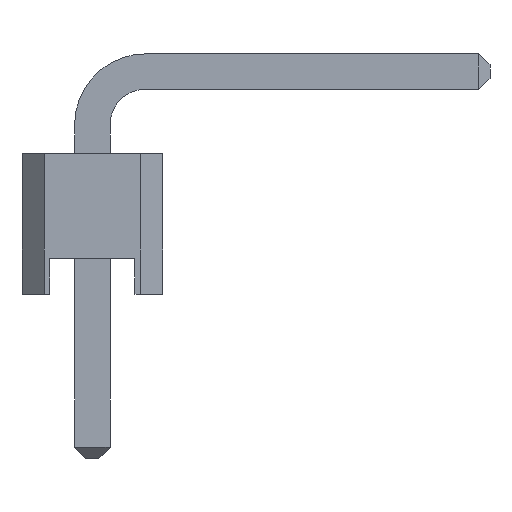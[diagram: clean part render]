
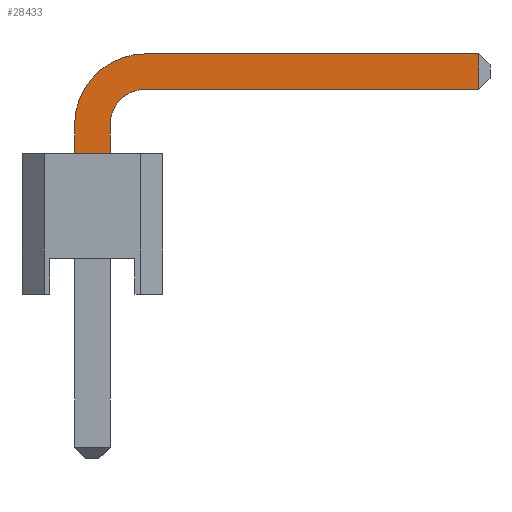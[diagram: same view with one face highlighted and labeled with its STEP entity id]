
A CAD part, front view. The second image highlights one B-rep face of the part: STEP entity #28433.
In plain terms, the highlighted planar face has unit normal (0, -1, 0).
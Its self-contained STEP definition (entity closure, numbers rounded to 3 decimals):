
#27338 = PLANE('',#27339);
#27339 = AXIS2_PLACEMENT_3D('',#27340,#27341,#27342);
#27340 = CARTESIAN_POINT('',(-1.27,1.27,5.5));
#27341 = DIRECTION('',(0.,0.,1.));
#27342 = DIRECTION('',(1.,0.,0.));
#28099 = EDGE_CURVE('',#28100,#28102,#28104,.T.);
#28100 = VERTEX_POINT('',#28101);
#28101 = CARTESIAN_POINT('',(0.32,-0.32,5.5));
#28102 = VERTEX_POINT('',#28103);
#28103 = CARTESIAN_POINT('',(-0.32,-0.32,5.5));
#28104 = SURFACE_CURVE('',#28105,(#28109,#28115),.PCURVE_S1.);
#28105 = LINE('',#28106,#28107);
#28106 = CARTESIAN_POINT('',(-0.795,-0.32,5.5));
#28107 = VECTOR('',#28108,1.);
#28108 = DIRECTION('',(-1.,0.,0.));
#28109 = PCURVE('',#27338,#28110);
#28110 = DEFINITIONAL_REPRESENTATION('',(#28111),#28114);
#28111 = B_SPLINE_CURVE_WITH_KNOTS('',1,(#28112,#28113),.UNSPECIFIED.,
  .F.,.F.,(2,2),(-1.179,-0.411),.PIECEWISE_BEZIER_KNOTS.);
#28112 = CARTESIAN_POINT('',(1.654,-1.59));
#28113 = CARTESIAN_POINT('',(0.886,-1.59));
#28114 = ( GEOMETRIC_REPRESENTATION_CONTEXT(2) 
PARAMETRIC_REPRESENTATION_CONTEXT() REPRESENTATION_CONTEXT('2D SPACE',''
  ) );
#28115 = PCURVE('',#28116,#28121);
#28116 = PLANE('',#28117);
#28117 = AXIS2_PLACEMENT_3D('',#28118,#28119,#28120);
#28118 = CARTESIAN_POINT('',(1.887,-0.32,5.194));
#28119 = DIRECTION('',(0.,1.,0.));
#28120 = DIRECTION('',(0.,0.,1.));
#28121 = DEFINITIONAL_REPRESENTATION('',(#28122),#28126);
#28122 = LINE('',#28123,#28124);
#28123 = CARTESIAN_POINT('',(0.307,-2.682));
#28124 = VECTOR('',#28125,1.);
#28125 = DIRECTION('',(0.,-1.));
#28126 = ( GEOMETRIC_REPRESENTATION_CONTEXT(2) 
PARAMETRIC_REPRESENTATION_CONTEXT() REPRESENTATION_CONTEXT('2D SPACE',''
  ) );
#28143 = PLANE('',#28144);
#28144 = AXIS2_PLACEMENT_3D('',#28145,#28146,#28147);
#28145 = CARTESIAN_POINT('',(-0.32,0.32,0.));
#28146 = DIRECTION('',(-1.,0.,0.));
#28147 = DIRECTION('',(0.,0.,1.));
#28195 = PLANE('',#28196);
#28196 = AXIS2_PLACEMENT_3D('',#28197,#28198,#28199);
#28197 = CARTESIAN_POINT('',(0.32,0.32,6.66));
#28198 = DIRECTION('',(1.,0.,0.));
#28199 = DIRECTION('',(0.,0.,-1.));
#28433 = ADVANCED_FACE('',(#28434),#28116,.F.);
#28434 = FACE_BOUND('',#28435,.F.);
#28435 = EDGE_LOOP('',(#28436,#28437,#28460,#28489,#28517,#28545,#28573,
    #28602));
#28436 = ORIENTED_EDGE('',*,*,#28099,.T.);
#28437 = ORIENTED_EDGE('',*,*,#28438,.T.);
#28438 = EDGE_CURVE('',#28102,#28439,#28441,.T.);
#28439 = VERTEX_POINT('',#28440);
#28440 = CARTESIAN_POINT('',(-0.32,-0.32,6.02));
#28441 = SURFACE_CURVE('',#28442,(#28446,#28453),.PCURVE_S1.);
#28442 = LINE('',#28443,#28444);
#28443 = CARTESIAN_POINT('',(-0.32,-0.32,0.));
#28444 = VECTOR('',#28445,1.);
#28445 = DIRECTION('',(0.,0.,1.));
#28446 = PCURVE('',#28116,#28447);
#28447 = DEFINITIONAL_REPRESENTATION('',(#28448),#28452);
#28448 = LINE('',#28449,#28450);
#28449 = CARTESIAN_POINT('',(-5.194,-2.207));
#28450 = VECTOR('',#28451,1.);
#28451 = DIRECTION('',(1.,-0.));
#28452 = ( GEOMETRIC_REPRESENTATION_CONTEXT(2) 
PARAMETRIC_REPRESENTATION_CONTEXT() REPRESENTATION_CONTEXT('2D SPACE',''
  ) );
#28453 = PCURVE('',#28143,#28454);
#28454 = DEFINITIONAL_REPRESENTATION('',(#28455),#28459);
#28455 = LINE('',#28456,#28457);
#28456 = CARTESIAN_POINT('',(0.,-0.64));
#28457 = VECTOR('',#28458,1.);
#28458 = DIRECTION('',(1.,0.));
#28459 = ( GEOMETRIC_REPRESENTATION_CONTEXT(2) 
PARAMETRIC_REPRESENTATION_CONTEXT() REPRESENTATION_CONTEXT('2D SPACE',''
  ) );
#28460 = ORIENTED_EDGE('',*,*,#28461,.T.);
#28461 = EDGE_CURVE('',#28439,#28462,#28464,.T.);
#28462 = VERTEX_POINT('',#28463);
#28463 = CARTESIAN_POINT('',(0.96,-0.32,7.3));
#28464 = SURFACE_CURVE('',#28465,(#28470,#28477),.PCURVE_S1.);
#28465 = CIRCLE('',#28466,1.28);
#28466 = AXIS2_PLACEMENT_3D('',#28467,#28468,#28469);
#28467 = CARTESIAN_POINT('',(0.96,-0.32,6.02));
#28468 = DIRECTION('',(0.,1.,0.));
#28469 = DIRECTION('',(0.,0.,-1.));
#28470 = PCURVE('',#28116,#28471);
#28471 = DEFINITIONAL_REPRESENTATION('',(#28472),#28476);
#28472 = CIRCLE('',#28473,1.28);
#28473 = AXIS2_PLACEMENT_2D('',#28474,#28475);
#28474 = CARTESIAN_POINT('',(0.827,-0.927));
#28475 = DIRECTION('',(-1.,0.));
#28476 = ( GEOMETRIC_REPRESENTATION_CONTEXT(2) 
PARAMETRIC_REPRESENTATION_CONTEXT() REPRESENTATION_CONTEXT('2D SPACE',''
  ) );
#28477 = PCURVE('',#28478,#28483);
#28478 = CYLINDRICAL_SURFACE('',#28479,1.28);
#28479 = AXIS2_PLACEMENT_3D('',#28480,#28481,#28482);
#28480 = CARTESIAN_POINT('',(0.96,0.32,6.02));
#28481 = DIRECTION('',(0.,-1.,0.));
#28482 = DIRECTION('',(-1.,0.,0.));
#28483 = DEFINITIONAL_REPRESENTATION('',(#28484),#28488);
#28484 = LINE('',#28485,#28486);
#28485 = CARTESIAN_POINT('',(1.571,0.64));
#28486 = VECTOR('',#28487,1.);
#28487 = DIRECTION('',(-1.,0.));
#28488 = ( GEOMETRIC_REPRESENTATION_CONTEXT(2) 
PARAMETRIC_REPRESENTATION_CONTEXT() REPRESENTATION_CONTEXT('2D SPACE',''
  ) );
#28489 = ORIENTED_EDGE('',*,*,#28490,.T.);
#28490 = EDGE_CURVE('',#28462,#28491,#28493,.T.);
#28491 = VERTEX_POINT('',#28492);
#28492 = CARTESIAN_POINT('',(6.98,-0.32,7.3));
#28493 = SURFACE_CURVE('',#28494,(#28498,#28505),.PCURVE_S1.);
#28494 = LINE('',#28495,#28496);
#28495 = CARTESIAN_POINT('',(-0.32,-0.32,7.3));
#28496 = VECTOR('',#28497,1.);
#28497 = DIRECTION('',(1.,0.,0.));
#28498 = PCURVE('',#28116,#28499);
#28499 = DEFINITIONAL_REPRESENTATION('',(#28500),#28504);
#28500 = LINE('',#28501,#28502);
#28501 = CARTESIAN_POINT('',(2.107,-2.207));
#28502 = VECTOR('',#28503,1.);
#28503 = DIRECTION('',(0.,1.));
#28504 = ( GEOMETRIC_REPRESENTATION_CONTEXT(2) 
PARAMETRIC_REPRESENTATION_CONTEXT() REPRESENTATION_CONTEXT('2D SPACE',''
  ) );
#28505 = PCURVE('',#28506,#28511);
#28506 = PLANE('',#28507);
#28507 = AXIS2_PLACEMENT_3D('',#28508,#28509,#28510);
#28508 = CARTESIAN_POINT('',(-0.32,0.32,7.3));
#28509 = DIRECTION('',(0.,0.,1.));
#28510 = DIRECTION('',(1.,0.,0.));
#28511 = DEFINITIONAL_REPRESENTATION('',(#28512),#28516);
#28512 = LINE('',#28513,#28514);
#28513 = CARTESIAN_POINT('',(0.,-0.64));
#28514 = VECTOR('',#28515,1.);
#28515 = DIRECTION('',(1.,0.));
#28516 = ( GEOMETRIC_REPRESENTATION_CONTEXT(2) 
PARAMETRIC_REPRESENTATION_CONTEXT() REPRESENTATION_CONTEXT('2D SPACE',''
  ) );
#28517 = ORIENTED_EDGE('',*,*,#28518,.T.);
#28518 = EDGE_CURVE('',#28491,#28519,#28521,.T.);
#28519 = VERTEX_POINT('',#28520);
#28520 = CARTESIAN_POINT('',(6.98,-0.32,6.66));
#28521 = SURFACE_CURVE('',#28522,(#28526,#28533),.PCURVE_S1.);
#28522 = LINE('',#28523,#28524);
#28523 = CARTESIAN_POINT('',(6.98,-0.32,7.1));
#28524 = VECTOR('',#28525,1.);
#28525 = DIRECTION('',(0.,0.,-1.));
#28526 = PCURVE('',#28116,#28527);
#28527 = DEFINITIONAL_REPRESENTATION('',(#28528),#28532);
#28528 = LINE('',#28529,#28530);
#28529 = CARTESIAN_POINT('',(1.907,5.094));
#28530 = VECTOR('',#28531,1.);
#28531 = DIRECTION('',(-1.,0.));
#28532 = ( GEOMETRIC_REPRESENTATION_CONTEXT(2) 
PARAMETRIC_REPRESENTATION_CONTEXT() REPRESENTATION_CONTEXT('2D SPACE',''
  ) );
#28533 = PCURVE('',#28534,#28539);
#28534 = PLANE('',#28535);
#28535 = AXIS2_PLACEMENT_3D('',#28536,#28537,#28538);
#28536 = CARTESIAN_POINT('',(7.08,-0.22,7.1));
#28537 = DIRECTION('',(-0.707,0.707,0.));
#28538 = DIRECTION('',(0.,0.,-1.));
#28539 = DEFINITIONAL_REPRESENTATION('',(#28540),#28544);
#28540 = LINE('',#28541,#28542);
#28541 = CARTESIAN_POINT('',(0.,0.141));
#28542 = VECTOR('',#28543,1.);
#28543 = DIRECTION('',(1.,0.));
#28544 = ( GEOMETRIC_REPRESENTATION_CONTEXT(2) 
PARAMETRIC_REPRESENTATION_CONTEXT() REPRESENTATION_CONTEXT('2D SPACE',''
  ) );
#28545 = ORIENTED_EDGE('',*,*,#28546,.T.);
#28546 = EDGE_CURVE('',#28519,#28547,#28549,.T.);
#28547 = VERTEX_POINT('',#28548);
#28548 = CARTESIAN_POINT('',(0.96,-0.32,6.66));
#28549 = SURFACE_CURVE('',#28550,(#28554,#28561),.PCURVE_S1.);
#28550 = LINE('',#28551,#28552);
#28551 = CARTESIAN_POINT('',(7.18,-0.32,6.66));
#28552 = VECTOR('',#28553,1.);
#28553 = DIRECTION('',(-1.,0.,0.));
#28554 = PCURVE('',#28116,#28555);
#28555 = DEFINITIONAL_REPRESENTATION('',(#28556),#28560);
#28556 = LINE('',#28557,#28558);
#28557 = CARTESIAN_POINT('',(1.467,5.294));
#28558 = VECTOR('',#28559,1.);
#28559 = DIRECTION('',(0.,-1.));
#28560 = ( GEOMETRIC_REPRESENTATION_CONTEXT(2) 
PARAMETRIC_REPRESENTATION_CONTEXT() REPRESENTATION_CONTEXT('2D SPACE',''
  ) );
#28561 = PCURVE('',#28562,#28567);
#28562 = PLANE('',#28563);
#28563 = AXIS2_PLACEMENT_3D('',#28564,#28565,#28566);
#28564 = CARTESIAN_POINT('',(7.18,0.32,6.66));
#28565 = DIRECTION('',(-0.,0.,-1.));
#28566 = DIRECTION('',(-1.,0.,0.));
#28567 = DEFINITIONAL_REPRESENTATION('',(#28568),#28572);
#28568 = LINE('',#28569,#28570);
#28569 = CARTESIAN_POINT('',(0.,-0.64));
#28570 = VECTOR('',#28571,1.);
#28571 = DIRECTION('',(1.,0.));
#28572 = ( GEOMETRIC_REPRESENTATION_CONTEXT(2) 
PARAMETRIC_REPRESENTATION_CONTEXT() REPRESENTATION_CONTEXT('2D SPACE',''
  ) );
#28573 = ORIENTED_EDGE('',*,*,#28574,.F.);
#28574 = EDGE_CURVE('',#28575,#28547,#28577,.T.);
#28575 = VERTEX_POINT('',#28576);
#28576 = CARTESIAN_POINT('',(0.32,-0.32,6.02));
#28577 = SURFACE_CURVE('',#28578,(#28583,#28590),.PCURVE_S1.);
#28578 = CIRCLE('',#28579,0.64);
#28579 = AXIS2_PLACEMENT_3D('',#28580,#28581,#28582);
#28580 = CARTESIAN_POINT('',(0.96,-0.32,6.02));
#28581 = DIRECTION('',(0.,1.,0.));
#28582 = DIRECTION('',(0.,0.,-1.));
#28583 = PCURVE('',#28116,#28584);
#28584 = DEFINITIONAL_REPRESENTATION('',(#28585),#28589);
#28585 = CIRCLE('',#28586,0.64);
#28586 = AXIS2_PLACEMENT_2D('',#28587,#28588);
#28587 = CARTESIAN_POINT('',(0.827,-0.927));
#28588 = DIRECTION('',(-1.,0.));
#28589 = ( GEOMETRIC_REPRESENTATION_CONTEXT(2) 
PARAMETRIC_REPRESENTATION_CONTEXT() REPRESENTATION_CONTEXT('2D SPACE',''
  ) );
#28590 = PCURVE('',#28591,#28596);
#28591 = CYLINDRICAL_SURFACE('',#28592,0.64);
#28592 = AXIS2_PLACEMENT_3D('',#28593,#28594,#28595);
#28593 = CARTESIAN_POINT('',(0.96,0.32,6.02));
#28594 = DIRECTION('',(0.,-1.,0.));
#28595 = DIRECTION('',(-1.,0.,0.));
#28596 = DEFINITIONAL_REPRESENTATION('',(#28597),#28601);
#28597 = LINE('',#28598,#28599);
#28598 = CARTESIAN_POINT('',(1.571,0.64));
#28599 = VECTOR('',#28600,1.);
#28600 = DIRECTION('',(-1.,0.));
#28601 = ( GEOMETRIC_REPRESENTATION_CONTEXT(2) 
PARAMETRIC_REPRESENTATION_CONTEXT() REPRESENTATION_CONTEXT('2D SPACE',''
  ) );
#28602 = ORIENTED_EDGE('',*,*,#28603,.T.);
#28603 = EDGE_CURVE('',#28575,#28100,#28604,.T.);
#28604 = SURFACE_CURVE('',#28605,(#28609,#28616),.PCURVE_S1.);
#28605 = LINE('',#28606,#28607);
#28606 = CARTESIAN_POINT('',(0.32,-0.32,6.66));
#28607 = VECTOR('',#28608,1.);
#28608 = DIRECTION('',(0.,0.,-1.));
#28609 = PCURVE('',#28116,#28610);
#28610 = DEFINITIONAL_REPRESENTATION('',(#28611),#28615);
#28611 = LINE('',#28612,#28613);
#28612 = CARTESIAN_POINT('',(1.467,-1.567));
#28613 = VECTOR('',#28614,1.);
#28614 = DIRECTION('',(-1.,0.));
#28615 = ( GEOMETRIC_REPRESENTATION_CONTEXT(2) 
PARAMETRIC_REPRESENTATION_CONTEXT() REPRESENTATION_CONTEXT('2D SPACE',''
  ) );
#28616 = PCURVE('',#28195,#28617);
#28617 = DEFINITIONAL_REPRESENTATION('',(#28618),#28622);
#28618 = LINE('',#28619,#28620);
#28619 = CARTESIAN_POINT('',(0.,-0.64));
#28620 = VECTOR('',#28621,1.);
#28621 = DIRECTION('',(1.,0.));
#28622 = ( GEOMETRIC_REPRESENTATION_CONTEXT(2) 
PARAMETRIC_REPRESENTATION_CONTEXT() REPRESENTATION_CONTEXT('2D SPACE',''
  ) );
